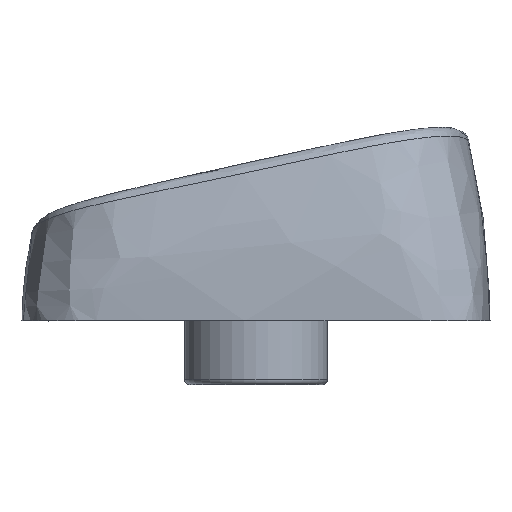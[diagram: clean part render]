
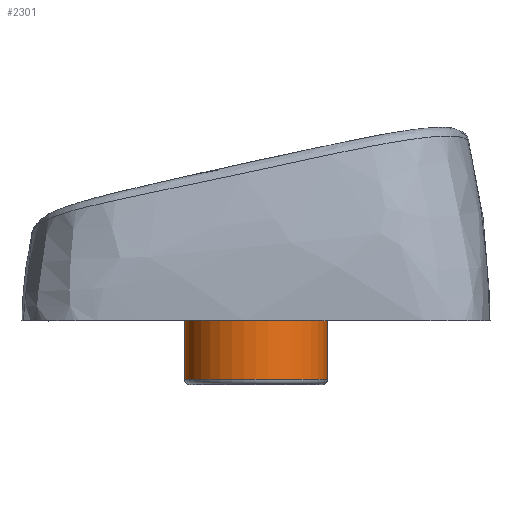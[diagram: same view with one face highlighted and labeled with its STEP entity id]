
A CAD part, left-side view. The second image highlights one B-rep face of the part: STEP entity #2301.
In plain terms, the highlighted cylindrical face has radius 2.75 mm (diameter 5.5 mm), a full revolution.
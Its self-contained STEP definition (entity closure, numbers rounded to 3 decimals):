
#232=FACE_OUTER_BOUND('',#354,.T.);
#354=EDGE_LOOP('',(#1676,#1677,#1678,#1679,#1680));
#492=CIRCLE('',#2499,2.75);
#493=CIRCLE('',#2500,2.75);
#498=CIRCLE('',#2507,2.75);
#609=LINE('',#3478,#768);
#768=VECTOR('',#2870,2.75);
#915=VERTEX_POINT('',#3438);
#916=VERTEX_POINT('',#3440);
#933=VERTEX_POINT('',#3477);
#1205=EDGE_CURVE('',#915,#916,#492,.T.);
#1206=EDGE_CURVE('',#916,#915,#493,.T.);
#1223=EDGE_CURVE('',#916,#933,#609,.T.);
#1224=EDGE_CURVE('',#933,#933,#498,.T.);
#1676=ORIENTED_EDGE('',*,*,#1206,.F.);
#1677=ORIENTED_EDGE('',*,*,#1223,.T.);
#1678=ORIENTED_EDGE('',*,*,#1224,.F.);
#1679=ORIENTED_EDGE('',*,*,#1223,.F.);
#1680=ORIENTED_EDGE('',*,*,#1205,.F.);
#2228=CYLINDRICAL_SURFACE('',#2506,2.75);
#2301=ADVANCED_FACE('',(#232),#2228,.T.);
#2499=AXIS2_PLACEMENT_3D('',#3441,#2842,#2843);
#2500=AXIS2_PLACEMENT_3D('',#3442,#2844,#2845);
#2506=AXIS2_PLACEMENT_3D('',#3476,#2868,#2869);
#2507=AXIS2_PLACEMENT_3D('',#3479,#2871,#2872);
#2842=DIRECTION('center_axis',(0.,0.,
-1.));
#2843=DIRECTION('ref_axis',(1.,0.,0.));
#2844=DIRECTION('center_axis',(0.,0.,
-1.));
#2845=DIRECTION('ref_axis',(1.,0.,0.));
#2868=DIRECTION('center_axis',(0.,0.,
-1.));
#2869=DIRECTION('ref_axis',(1.,0.,0.));
#2870=DIRECTION('',(0.,0.,1.));
#2871=DIRECTION('center_axis',(0.,0.,
1.));
#2872=DIRECTION('ref_axis',(1.,0.,0.));
#3438=CARTESIAN_POINT('',(-9.25,0.,-3.1));
#3440=CARTESIAN_POINT('',(-14.75,0.,-3.1));
#3441=CARTESIAN_POINT('Origin',(-12.,0.,-3.1));
#3442=CARTESIAN_POINT('Origin',(-12.,0.,-3.1));
#3476=CARTESIAN_POINT('Origin',(-12.,0.,0.));
#3477=CARTESIAN_POINT('',(-14.75,0.,-0.25));
#3478=CARTESIAN_POINT('',(-14.75,0.,0.));
#3479=CARTESIAN_POINT('Origin',(-12.,0.,-0.25));
